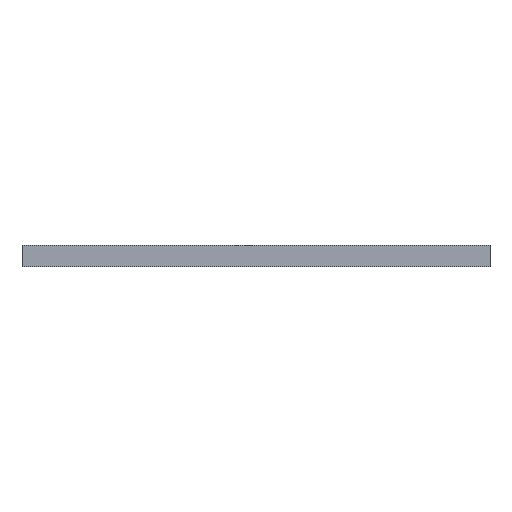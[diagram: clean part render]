
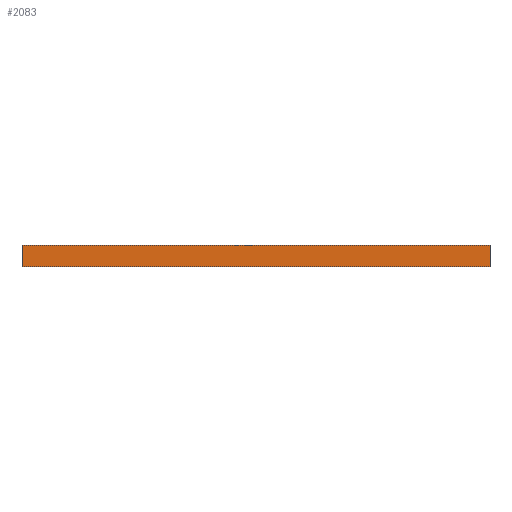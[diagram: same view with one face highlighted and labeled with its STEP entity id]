
A CAD part, front view. The second image highlights one B-rep face of the part: STEP entity #2083.
In plain terms, the highlighted planar face has unit normal (0, -1, 0).
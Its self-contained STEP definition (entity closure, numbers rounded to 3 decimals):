
#96=FACE_OUTER_BOUND('',#213,.T.);
#213=EDGE_LOOP('',(#1413,#1414,#1415,#1416));
#384=LINE('',#2935,#653);
#385=LINE('',#2938,#654);
#386=LINE('',#2940,#655);
#387=LINE('',#2941,#656);
#653=VECTOR('',#2379,10.);
#654=VECTOR('',#2382,10.);
#655=VECTOR('',#2383,10.);
#656=VECTOR('',#2384,10.);
#916=VERTEX_POINT('',#2931);
#917=VERTEX_POINT('',#2933);
#918=VERTEX_POINT('',#2937);
#919=VERTEX_POINT('',#2939);
#1116=EDGE_CURVE('',#916,#917,#384,.T.);
#1117=EDGE_CURVE('',#918,#916,#385,.T.);
#1118=EDGE_CURVE('',#919,#917,#386,.T.);
#1119=EDGE_CURVE('',#918,#919,#387,.T.);
#1413=ORIENTED_EDGE('',*,*,#1117,.T.);
#1414=ORIENTED_EDGE('',*,*,#1116,.T.);
#1415=ORIENTED_EDGE('',*,*,#1118,.F.);
#1416=ORIENTED_EDGE('',*,*,#1119,.F.);
#1977=PLANE('',#2214);
#2083=ADVANCED_FACE('',(#96),#1977,.T.);
#2214=AXIS2_PLACEMENT_3D('',#2936,#2380,#2381);
#2379=DIRECTION('',(0.,0.,1.));
#2380=DIRECTION('center_axis',(0.,-1.,0.));
#2381=DIRECTION('ref_axis',(1.,0.,0.));
#2382=DIRECTION('',(1.,0.,0.));
#2383=DIRECTION('',(1.,0.,0.));
#2384=DIRECTION('',(0.,0.,1.));
#2931=CARTESIAN_POINT('',(105.5,-3.,0.));
#2933=CARTESIAN_POINT('',(105.5,-3.,5.));
#2935=CARTESIAN_POINT('',(105.5,-3.,0.));
#2936=CARTESIAN_POINT('Origin',(-3.,-3.,0.));
#2937=CARTESIAN_POINT('',(-3.,-3.,0.));
#2938=CARTESIAN_POINT('',(-3.,-3.,0.));
#2939=CARTESIAN_POINT('',(-3.,-3.,5.));
#2940=CARTESIAN_POINT('',(-3.,-3.,5.));
#2941=CARTESIAN_POINT('',(-3.,-3.,0.));
